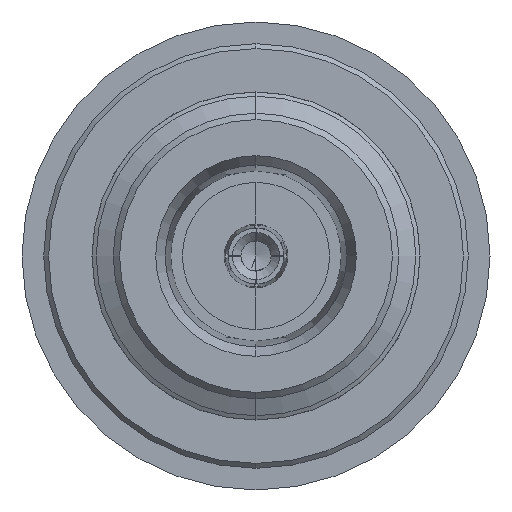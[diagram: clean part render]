
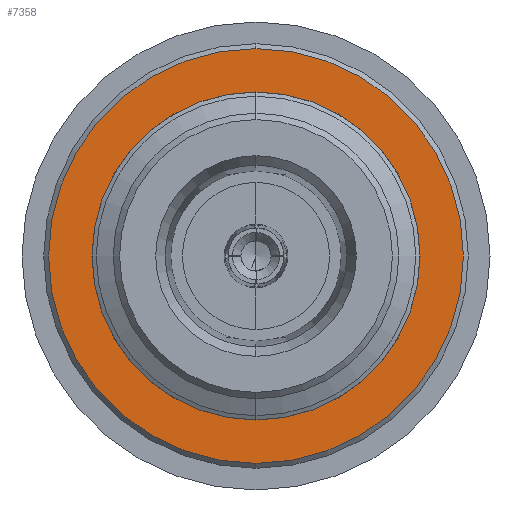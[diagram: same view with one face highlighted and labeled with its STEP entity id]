
A CAD part, left-side view. The second image highlights one B-rep face of the part: STEP entity #7358.
In plain terms, the highlighted planar face has unit normal (-1, 0, 0).
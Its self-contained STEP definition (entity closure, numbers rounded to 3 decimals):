
#23 = VERTEX_POINT ( 'NONE', #9598 ) ;
#87 = FACE_BOUND ( 'NONE', #9523, .T. ) ;
#1041 = DIRECTION ( 'NONE',  ( -1., 0., 0. ) ) ;
#1372 = CARTESIAN_POINT ( 'NONE',  ( -4.4, 0.025, -7.727 ) ) ;
#1406 = EDGE_CURVE ( 'NONE', #2203, #9510, #7807, .T. ) ;
#1528 = EDGE_CURVE ( 'NONE', #23, #3900, #4316, .T. ) ;
#2203 = VERTEX_POINT ( 'NONE', #1372 ) ;
#3397 = ORIENTED_EDGE ( 'NONE', *, *, #1406, .F. ) ;
#3835 = CARTESIAN_POINT ( 'NONE',  ( -4.4, 7.752, 0. ) ) ;
#3900 = VERTEX_POINT ( 'NONE', #8765 ) ;
#3924 = ORIENTED_EDGE ( 'NONE', *, *, #1528, .T. ) ;
#4055 = EDGE_LOOP ( 'NONE', ( #8308, #3924 ) ) ;
#4316 = CIRCLE ( 'NONE', #7068, 9.77 ) ;
#4651 = DIRECTION ( 'NONE',  ( 0., 0., 1. ) ) ;
#4834 = PLANE ( 'NONE',  #9704 ) ;
#4896 = DIRECTION ( 'NONE',  ( 0., 0., 1. ) ) ;
#4912 = AXIS2_PLACEMENT_3D ( 'NONE', #11035, #10171, #6593 ) ;
#5285 = DIRECTION ( 'NONE',  ( 0., 0., 1. ) ) ;
#6386 = CIRCLE ( 'NONE', #4912, 9.77 ) ;
#6449 = AXIS2_PLACEMENT_3D ( 'NONE', #7441, #1041, #4651 ) ;
#6593 = DIRECTION ( 'NONE',  ( 0., 0., 1. ) ) ;
#6653 = DIRECTION ( 'NONE',  ( 0., 0., -1. ) ) ;
#6732 = EDGE_CURVE ( 'NONE', #3900, #23, #6386, .T. ) ;
#6933 = FACE_OUTER_BOUND ( 'NONE', #4055, .T. ) ;
#7068 = AXIS2_PLACEMENT_3D ( 'NONE', #7738, #10729, #4896 ) ;
#7358 = ADVANCED_FACE ( 'NONE', ( #87, #6933 ), #4834, .F. ) ;
#7441 = CARTESIAN_POINT ( 'NONE',  ( -4.4, 0.025, 0. ) ) ;
#7738 = CARTESIAN_POINT ( 'NONE',  ( -4.4, 0.025, 0. ) ) ;
#7807 = CIRCLE ( 'NONE', #7827, 7.727 ) ;
#7827 = AXIS2_PLACEMENT_3D ( 'NONE', #11323, #8993, #5285 ) ;
#8231 = CIRCLE ( 'NONE', #6449, 7.727 ) ;
#8239 = ORIENTED_EDGE ( 'NONE', *, *, #10247, .F. ) ;
#8308 = ORIENTED_EDGE ( 'NONE', *, *, #6732, .T. ) ;
#8765 = CARTESIAN_POINT ( 'NONE',  ( -4.4, 0.025, -9.77 ) ) ;
#8993 = DIRECTION ( 'NONE',  ( -1., 0., 0. ) ) ;
#9510 = VERTEX_POINT ( 'NONE', #9843 ) ;
#9523 = EDGE_LOOP ( 'NONE', ( #8239, #3397 ) ) ;
#9598 = CARTESIAN_POINT ( 'NONE',  ( -4.4, 0.025, 9.77 ) ) ;
#9704 = AXIS2_PLACEMENT_3D ( 'NONE', #3835, #11059, #6653 ) ;
#9843 = CARTESIAN_POINT ( 'NONE',  ( -4.4, 0.025, 7.727 ) ) ;
#10171 = DIRECTION ( 'NONE',  ( -1., 0., 0. ) ) ;
#10247 = EDGE_CURVE ( 'NONE', #9510, #2203, #8231, .T. ) ;
#10729 = DIRECTION ( 'NONE',  ( -1., 0., 0. ) ) ;
#11035 = CARTESIAN_POINT ( 'NONE',  ( -4.4, 0.025, 0. ) ) ;
#11059 = DIRECTION ( 'NONE',  ( 1., 0., 0. ) ) ;
#11323 = CARTESIAN_POINT ( 'NONE',  ( -4.4, 0.025, 0. ) ) ;
